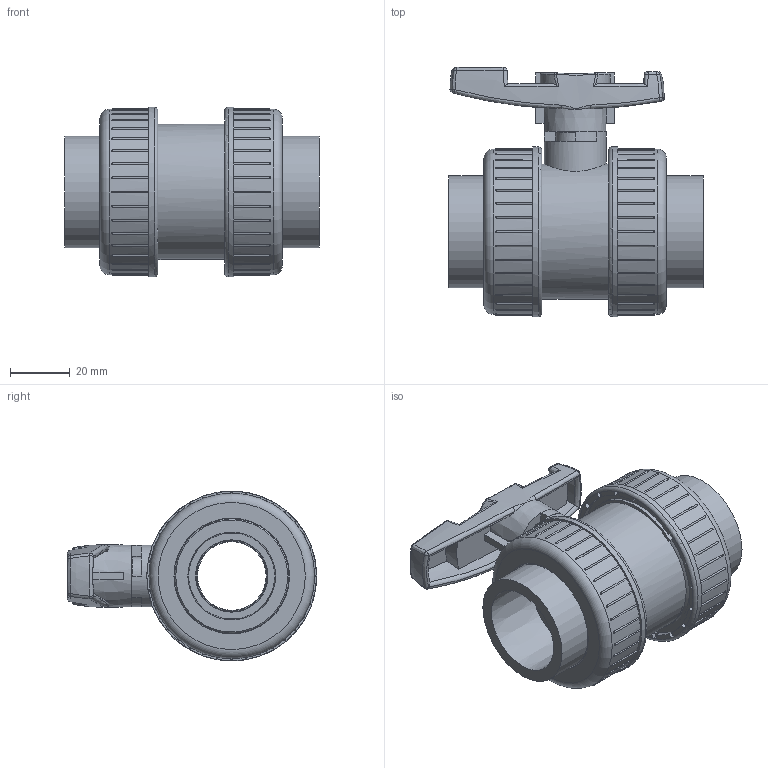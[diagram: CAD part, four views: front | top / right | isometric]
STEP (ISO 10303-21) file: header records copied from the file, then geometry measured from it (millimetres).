
FILE_DESCRIPTION(/* description */ (''),/* implementation_level */ '2;1');
FILE_NAME(/* name */ '25双由令球阀.stp',/* time_stamp */ '2023-08-05T13:25:51+08:00',/* author */ (''),/* organization */ (''),/* preprocessor_version */ 'ST-DEVELOPER v16',/* originating_system */ 'SIEMENS PLM Software NX 10.0',/* authorisation */ '');
FILE_SCHEMA (('AUTOMOTIVE_DESIGN { 1 0 10303 214 3 1 1 1 }'));
Length unit declared in the file: millimetre
Products named in the file (1): gelv05102A4Cw5gk
Bounding box: 84.92 x 83.17 x 56.65 mm (x, y, z)
Volume: 114496.7 mm3; surface area: 73296.4 mm2
Topology: 16 solids, 16 shells, 769 faces, 2197 edges, 1401 vertices
Faces by surface type: plane 351, cylinder 204, sphere 85, bspline 67, torus 53, cone 9
Full cylindrical faces by diameter (mm): 10.245 x4, 12.656 x3, 13.259 x1, 13.861 x2, 15.067 x1, 20.573 x1, 22.901 x1, 23.504 x2, 24.107 x4, 27.241 x3, 27.723 x1, 28.325 x3, 30.495 x3, 30.736 x1, 33.448 x1, 33.834 x3, 35.798 x3, 37.064 x1, 37.365 x2, 38.209 x2, 38.571 x2, 39.173 x1, 39.776 x2, 40.017 x1, 43.633 x2, 45.2 x8, 51.227 x2, 55.144 x2, 56.651 x2
Entity records: 33892 total; most frequent: CARTESIAN_POINT 16011, ORIENTED_EDGE 3724, DIRECTION 3546, EDGE_CURVE 1862, AXIS2_PLACEMENT_3D 1412, VERTEX_POINT 1265, EDGE_LOOP 921, ADVANCED_FACE 760
